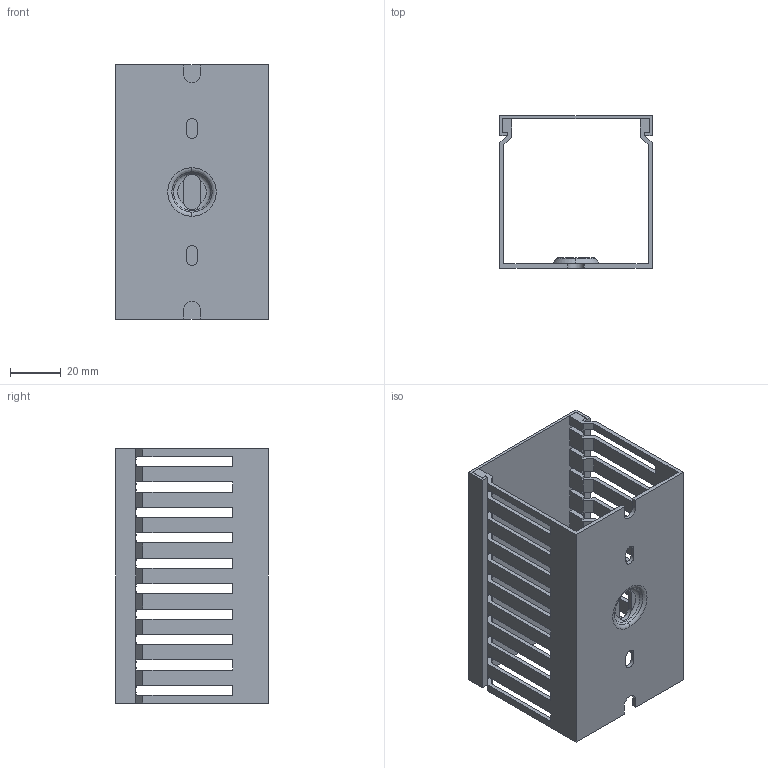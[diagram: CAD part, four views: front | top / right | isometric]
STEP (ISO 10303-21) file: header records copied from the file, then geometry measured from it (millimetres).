
FILE_DESCRIPTION((''),'2;1');
FILE_NAME('B40X60_100MM_ASM','2021-03-31T',('marketing.praksa'),('Audax d.o.o.'),'CREO PARAMETRIC BY PTC INC, 2017480','CREO PARAMETRIC BY PTC INC, 2017480','');
FILE_SCHEMA(('AUTOMOTIVE_DESIGN { 1 0 10303 214 1 1 1 1 }'));
Products named in the file (7): PRT0162_1_1; PRT0162_1_2; PRT0162_1_3; PRT0162_1_ASM; BOT_N; POKROV_CEL; B40X60_100MM_ASM
Assembly tree (6 placements, depth 3):
  B40X60_100MM_ASM
    PRT0162_1_ASM
      PRT0162_1_1
      PRT0162_1_2
      PRT0162_1_3
    BOT_N
    POKROV_CEL
Bounding box: 60 x 60 x 100 mm (x, y, z)
Volume: 32747.6 mm3; surface area: 49401.6 mm2
Topology: 5 solids, 5 shells, 447 faces, 1269 edges, 835 vertices
Faces by surface type: plane 389, cylinder 46, torus 8, cone 4
Entity records: 19172 total; most frequent: CARTESIAN_POINT 3021, ORIENTED_EDGE 2538, DIRECTION 2186, PRESENTATION_STYLE_ASSIGNMENT 1318, STYLED_ITEM 1318, CURVE_STYLE 1269, EDGE_CURVE 1269, VECTOR 1042
